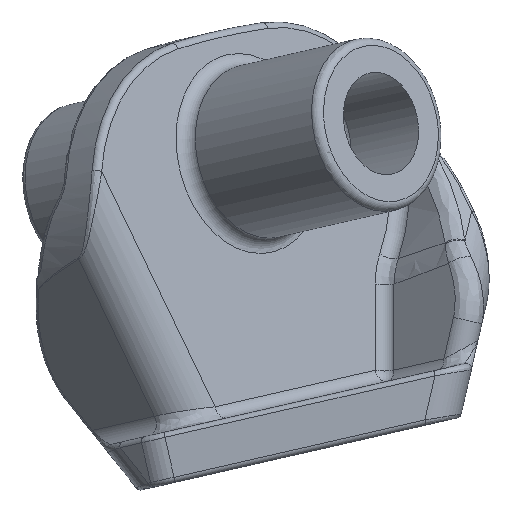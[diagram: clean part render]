
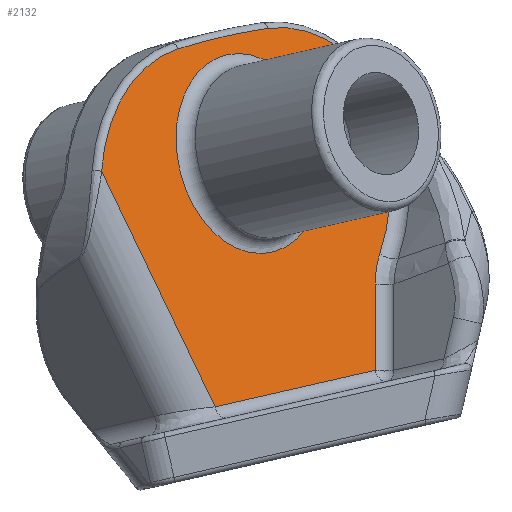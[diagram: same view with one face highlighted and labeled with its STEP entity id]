
A CAD part, front view. The second image highlights one B-rep face of the part: STEP entity #2132.
In plain terms, the highlighted planar face has unit normal (0.689, -0.707, 0.157).
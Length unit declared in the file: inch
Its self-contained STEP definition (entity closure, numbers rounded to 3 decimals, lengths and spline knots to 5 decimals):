
#66=FACE_BOUND('',#634,.T.);
#72=PLANE('',#2372);
#94=LINE('',#4172,#176);
#104=LINE('',#5643,#186);
#105=LINE('',#5644,#187);
#176=VECTOR('',#2620,39.37008);
#186=VECTOR('',#2768,39.37008);
#187=VECTOR('',#2769,0.3937);
#311=CIRCLE('',#2255,0.23425);
#312=CIRCLE('',#2256,0.23425);
#313=CIRCLE('',#2257,0.23425);
#359=CIRCLE('',#2327,2.68107);
#362=CIRCLE('',#2331,0.45079);
#367=CIRCLE('',#2337,0.3857);
#380=CIRCLE('',#2355,0.3857);
#497=FACE_OUTER_BOUND('',#633,.T.);
#633=EDGE_LOOP('',(#1654,#1655,#1656,#1657,#1658,#1659,#1660,#1661,#1662));
#634=EDGE_LOOP('',(#1663,#1664,#1665));
#771=B_SPLINE_CURVE_WITH_KNOTS('',3,(#4265,#4266,#4267,#4268,#4269,#4270,
#4271,#4272,#4273,#4274),.UNSPECIFIED.,.F.,.F.,(4,3,3,4),(0.,0.22688,
0.71244,1.),.UNSPECIFIED.);
#785=B_SPLINE_CURVE_WITH_KNOTS('',3,(#5305,#5306,#5307,#5308,#5309,#5310,
#5311,#5312,#5313,#5314,#5315,#5316,#5317,#5318,#5319,#5320,#5321,#5322,
#5323,#5324,#5325,#5326,#5327,#5328,#5329,#5330,#5331,#5332,#5333,#5334,
#5335,#5336,#5337,#5338,#5339),.UNSPECIFIED.,.F.,.F.,(4,2,2,1,2,2,2,2,1,
2,2,1,2,2,1,1,2,2,2,4),(0.,0.125,0.1875,0.20313,
0.21094,0.21875,0.25,0.375,
0.40625,0.42188,0.42969,0.4375,
0.5,0.625,0.6875,0.70313,
0.71094,0.71875,0.75,1.),.UNSPECIFIED.);
#860=VERTEX_POINT('',#3382);
#861=VERTEX_POINT('',#3384);
#862=VERTEX_POINT('',#3386);
#920=VERTEX_POINT('',#4169);
#921=VERTEX_POINT('',#4171);
#933=VERTEX_POINT('',#4210);
#934=VERTEX_POINT('',#4213);
#937=VERTEX_POINT('',#4220);
#938=VERTEX_POINT('',#4222);
#942=VERTEX_POINT('',#4359);
#954=VERTEX_POINT('',#4632);
#970=VERTEX_POINT('',#5642);
#1078=EDGE_CURVE('',#860,#861,#311,.T.);
#1079=EDGE_CURVE('',#861,#862,#312,.T.);
#1080=EDGE_CURVE('',#862,#860,#313,.T.);
#1142=EDGE_CURVE('',#920,#921,#94,.T.);
#1162=EDGE_CURVE('',#934,#933,#359,.T.);
#1165=EDGE_CURVE('',#937,#938,#362,.T.);
#1168=EDGE_CURVE('',#938,#920,#771,.T.);
#1174=EDGE_CURVE('',#933,#942,#367,.T.);
#1192=EDGE_CURVE('',#954,#934,#380,.T.);
#1212=EDGE_CURVE('',#942,#937,#785,.T.);
#1221=EDGE_CURVE('',#970,#921,#104,.T.);
#1222=EDGE_CURVE('',#970,#954,#105,.T.);
#1654=ORIENTED_EDGE('',*,*,#1221,.T.);
#1655=ORIENTED_EDGE('',*,*,#1142,.F.);
#1656=ORIENTED_EDGE('',*,*,#1168,.F.);
#1657=ORIENTED_EDGE('',*,*,#1165,.F.);
#1658=ORIENTED_EDGE('',*,*,#1212,.F.);
#1659=ORIENTED_EDGE('',*,*,#1174,.F.);
#1660=ORIENTED_EDGE('',*,*,#1162,.F.);
#1661=ORIENTED_EDGE('',*,*,#1192,.F.);
#1662=ORIENTED_EDGE('',*,*,#1222,.F.);
#1663=ORIENTED_EDGE('',*,*,#1079,.F.);
#1664=ORIENTED_EDGE('',*,*,#1078,.F.);
#1665=ORIENTED_EDGE('',*,*,#1080,.F.);
#2132=ADVANCED_FACE('',(#497,#66),#72,.F.);
#2255=AXIS2_PLACEMENT_3D('',#3385,#2517,#2518);
#2256=AXIS2_PLACEMENT_3D('',#3387,#2519,#2520);
#2257=AXIS2_PLACEMENT_3D('',#3388,#2521,#2522);
#2327=AXIS2_PLACEMENT_3D('',#4215,#2673,#2674);
#2331=AXIS2_PLACEMENT_3D('',#4223,#2681,#2682);
#2337=AXIS2_PLACEMENT_3D('',#4388,#2693,#2694);
#2355=AXIS2_PLACEMENT_3D('',#4740,#2729,#2730);
#2372=AXIS2_PLACEMENT_3D('',#5641,#2766,#2767);
#2517=DIRECTION('center_axis',(0.689,-0.707,0.157));
#2518=DIRECTION('ref_axis',(0.722,0.688,-0.071));
#2519=DIRECTION('center_axis',(0.689,-0.707,0.157));
#2520=DIRECTION('ref_axis',(0.724,0.673,-0.15));
#2521=DIRECTION('center_axis',(0.689,-0.707,0.157));
#2522=DIRECTION('ref_axis',(0.722,0.688,-0.071));
#2620=DIRECTION('',(0.,-0.217,-0.976));
#2673=DIRECTION('center_axis',(-0.689,0.707,-0.157));
#2674=DIRECTION('ref_axis',(-0.184,0.039,0.982));
#2681=DIRECTION('center_axis',(-0.689,0.707,-0.157));
#2682=DIRECTION('ref_axis',(0.669,0.537,-0.514));
#2693=DIRECTION('center_axis',(-0.689,0.707,-0.157));
#2694=DIRECTION('ref_axis',(0.553,0.654,0.517));
#2729=DIRECTION('center_axis',(-0.689,0.707,-0.157));
#2730=DIRECTION('ref_axis',(-0.265,-0.044,0.963));
#2766=DIRECTION('center_axis',(-0.689,0.707,-0.157));
#2767=DIRECTION('ref_axis',(-0.716,-0.698,0.));
#2768=DIRECTION('',(0.689,0.707,0.157));
#2769=DIRECTION('',(-0.424,-0.217,0.879));
#3382=CARTESIAN_POINT('',(-0.36449,-0.04176,1.78421));
#3384=CARTESIAN_POINT('',(-0.48205,-0.19939,1.59091));
#3385=CARTESIAN_POINT('Origin',(-0.31236,-0.04176,
1.55583));
#3386=CARTESIAN_POINT('',(-0.14266,0.11587,1.52075));
#3387=CARTESIAN_POINT('Origin',(-0.31236,-0.04176,
1.55583));
#3388=CARTESIAN_POINT('Origin',(-0.31236,-0.04176,
1.55583));
#4169=CARTESIAN_POINT('',(-0.02171,0.17446,1.25418));
#4171=CARTESIAN_POINT('',(-0.02171,0.1301,1.0549));
#4172=CARTESIAN_POINT('',(-0.02171,0.17446,1.25418));
#4210=CARTESIAN_POINT('',(-0.26992,0.06402,1.84523));
#4213=CARTESIAN_POINT('',(-0.4779,-0.14933,1.79761));
#4215=CARTESIAN_POINT('Origin',(0.2227,-0.04181,-0.78807));
#4220=CARTESIAN_POINT('',(0.01021,0.27314,1.55772));
#4222=CARTESIAN_POINT('',(-0.01099,0.20047,1.32408));
#4223=CARTESIAN_POINT('Origin',(-0.31236,-0.04176,
1.55583));
#4265=CARTESIAN_POINT('Ctrl Pts',(-0.01099,0.20047,
1.32408));
#4266=CARTESIAN_POINT('Ctrl Pts',(-0.01259,0.19783,
1.31924));
#4267=CARTESIAN_POINT('Ctrl Pts',(-0.01402,0.19533,
1.31427));
#4268=CARTESIAN_POINT('Ctrl Pts',(-0.01528,0.19298,
1.30919));
#4269=CARTESIAN_POINT('Ctrl Pts',(-0.01796,0.18794,
1.29832));
#4270=CARTESIAN_POINT('Ctrl Pts',(-0.01982,0.18359,
1.28694));
#4271=CARTESIAN_POINT('Ctrl Pts',(-0.02083,0.18001,
1.27524));
#4272=CARTESIAN_POINT('Ctrl Pts',(-0.02142,0.17788,
1.26831));
#4273=CARTESIAN_POINT('Ctrl Pts',(-0.02172,0.17603,
1.26127));
#4274=CARTESIAN_POINT('Ctrl Pts',(-0.02171,0.17446,
1.25418));
#4359=CARTESIAN_POINT('',(0.01412,0.30098,1.66571));
#4388=CARTESIAN_POINT('Origin',(-0.19905,0.0488,1.4664));
#4632=CARTESIAN_POINT('',(-0.6541,-0.38411,1.51458));
#4740=CARTESIAN_POINT('Origin',(-0.37564,-0.13232,1.42611));
#5305=CARTESIAN_POINT('Ctrl Pts',(0.01412,0.30098,
1.66571));
#5306=CARTESIAN_POINT('Ctrl Pts',(0.01304,0.2992,
1.66245));
#5307=CARTESIAN_POINT('Ctrl Pts',(0.01214,0.29758,
1.65908));
#5308=CARTESIAN_POINT('Ctrl Pts',(0.011,0.29532,
1.65394));
#5309=CARTESIAN_POINT('Ctrl Pts',(0.01065,0.2946,1.65221));
#5310=CARTESIAN_POINT('Ctrl Pts',(0.01026,0.29374,
1.65004));
#5311=CARTESIAN_POINT('Ctrl Pts',(0.01015,0.29348,
1.64938));
#5312=CARTESIAN_POINT('Ctrl Pts',(0.01003,0.29322,
1.64873));
#5313=CARTESIAN_POINT('Ctrl Pts',(0.00996,0.29305,
1.64829));
#5314=CARTESIAN_POINT('Ctrl Pts',(0.00991,0.29294,
1.648));
#5315=CARTESIAN_POINT('Ctrl Pts',(0.00966,0.29234,
1.64643));
#5316=CARTESIAN_POINT('Ctrl Pts',(0.00947,0.29189,
1.6452));
#5317=CARTESIAN_POINT('Ctrl Pts',(0.00864,0.28976,
1.63927));
#5318=CARTESIAN_POINT('Ctrl Pts',(0.00824,0.28845,
1.63514));
#5319=CARTESIAN_POINT('Ctrl Pts',(0.0079,0.28715,
1.63082));
#5320=CARTESIAN_POINT('Ctrl Pts',(0.00781,0.28679,
1.62958));
#5321=CARTESIAN_POINT('Ctrl Pts',(0.00773,0.28646,
1.62844));
#5322=CARTESIAN_POINT('Ctrl Pts',(0.0077,0.28631,
1.62788));
#5323=CARTESIAN_POINT('Ctrl Pts',(0.00769,0.28627,
1.62776));
#5324=CARTESIAN_POINT('Ctrl Pts',(0.00766,0.28611,
1.62718));
#5325=CARTESIAN_POINT('Ctrl Pts',(0.0075,0.28537,
1.62455));
#5326=CARTESIAN_POINT('Ctrl Pts',(0.00738,0.28467,
1.62191));
#5327=CARTESIAN_POINT('Ctrl Pts',(0.00715,0.28287,
1.61487));
#5328=CARTESIAN_POINT('Ctrl Pts',(0.0071,0.28178,
1.61017));
#5329=CARTESIAN_POINT('Ctrl Pts',(0.00715,0.28026,
1.6031));
#5330=CARTESIAN_POINT('Ctrl Pts',(0.00721,0.27966,
1.60016));
#5331=CARTESIAN_POINT('Ctrl Pts',(0.0073,0.27903,
1.59692));
#5332=CARTESIAN_POINT('Ctrl Pts',(0.00733,0.27886,
1.59603));
#5333=CARTESIAN_POINT('Ctrl Pts',(0.00735,0.27875,
1.59545));
#5334=CARTESIAN_POINT('Ctrl Pts',(0.00736,0.27867,
1.59506));
#5335=CARTESIAN_POINT('Ctrl Pts',(0.00744,0.27829,
1.593));
#5336=CARTESIAN_POINT('Ctrl Pts',(0.00751,0.27799,
1.59138));
#5337=CARTESIAN_POINT('Ctrl Pts',(0.00818,0.27547,
1.57708));
#5338=CARTESIAN_POINT('Ctrl Pts',(0.00922,0.2741,
1.56638));
#5339=CARTESIAN_POINT('Ctrl Pts',(0.01021,0.27314,
1.55772));
#5641=CARTESIAN_POINT('Origin',(-0.31236,-0.04176,
1.55583));
#5642=CARTESIAN_POINT('',(-0.39201,-0.24972,0.97038));
#5643=CARTESIAN_POINT('',(-0.54794,-0.40966,0.93478));
#5644=CARTESIAN_POINT('',(-0.39201,-0.24972,0.97038));
